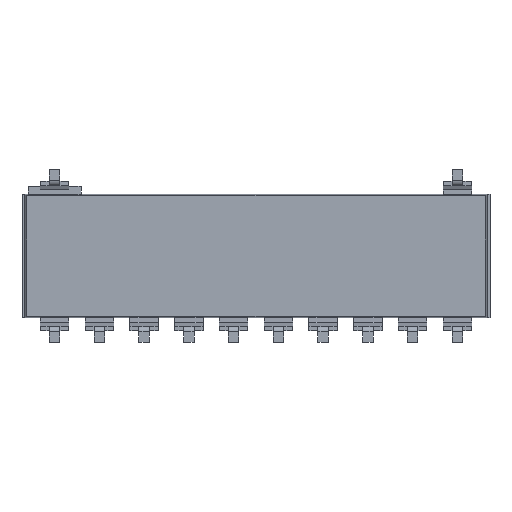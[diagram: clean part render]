
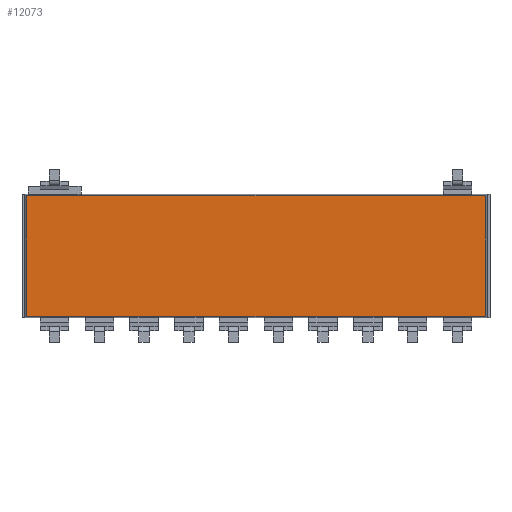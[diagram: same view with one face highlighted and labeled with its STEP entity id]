
A CAD part, top view. The second image highlights one B-rep face of the part: STEP entity #12073.
In plain terms, the highlighted planar face has unit normal (0, 0, 1).
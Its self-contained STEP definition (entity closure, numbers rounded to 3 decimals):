
#680=FACE_OUTER_BOUND('',#1365,.T.);
#1365=EDGE_LOOP('',(#9025,#9026,#9027,#9028));
#1958=LINE('',#16383,#3413);
#2414=LINE('',#17472,#3869);
#2418=LINE('',#17479,#3873);
#2419=LINE('',#17480,#3874);
#3413=VECTOR('',#13444,10.);
#3869=VECTOR('',#14452,10.);
#3873=VECTOR('',#14458,10.);
#3874=VECTOR('',#14459,10.);
#4947=VERTEX_POINT('',#16380);
#4948=VERTEX_POINT('',#16382);
#5304=VERTEX_POINT('',#17469);
#5305=VERTEX_POINT('',#17471);
#6116=EDGE_CURVE('',#4947,#4948,#1958,.T.);
#6660=EDGE_CURVE('',#5304,#5305,#2414,.T.);
#6664=EDGE_CURVE('',#5305,#4947,#2418,.T.);
#6665=EDGE_CURVE('',#5304,#4948,#2419,.T.);
#9025=ORIENTED_EDGE('',*,*,#6116,.F.);
#9026=ORIENTED_EDGE('',*,*,#6664,.F.);
#9027=ORIENTED_EDGE('',*,*,#6660,.F.);
#9028=ORIENTED_EDGE('',*,*,#6665,.T.);
#11517=PLANE('',#12876);
#12073=ADVANCED_FACE('',(#680),#11517,.T.);
#12876=AXIS2_PLACEMENT_3D('',#17478,#14456,#14457);
#13444=DIRECTION('',(1.,0.,0.));
#14452=DIRECTION('',(-1.,0.,0.));
#14456=DIRECTION('center_axis',(0.,0.,1.));
#14457=DIRECTION('ref_axis',(1.,0.,0.));
#14458=DIRECTION('',(0.,1.,0.));
#14459=DIRECTION('',(0.,1.,0.));
#16380=CARTESIAN_POINT('',(-25.361,3.895,3.585));
#16382=CARTESIAN_POINT('',(0.672,3.895,3.585));
#16383=CARTESIAN_POINT('',(-18.853,3.895,3.585));
#17469=CARTESIAN_POINT('',(0.672,-2.921,3.585));
#17471=CARTESIAN_POINT('',(-25.361,-2.921,3.585));
#17472=CARTESIAN_POINT('',(-5.837,-2.921,3.585));
#17478=CARTESIAN_POINT('Origin',(-25.361,0.,3.585));
#17479=CARTESIAN_POINT('',(-25.361,0.,3.585));
#17480=CARTESIAN_POINT('',(0.672,0.,3.585));
